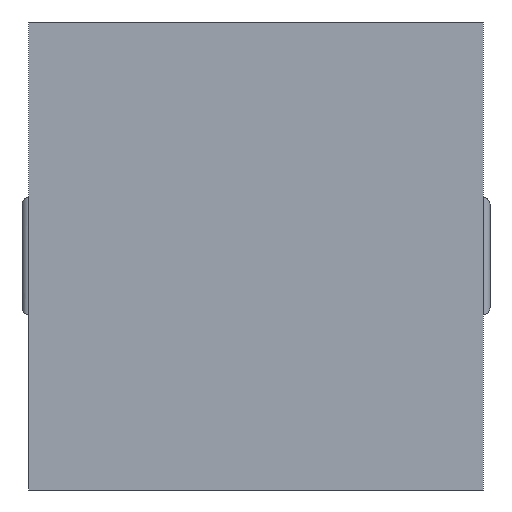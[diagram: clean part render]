
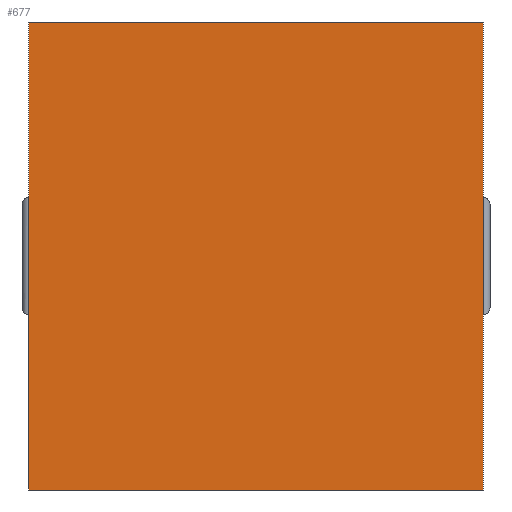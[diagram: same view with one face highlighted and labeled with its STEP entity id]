
A CAD part, front view. The second image highlights one B-rep face of the part: STEP entity #677.
In plain terms, the highlighted planar face has unit normal (0, -1, 0).
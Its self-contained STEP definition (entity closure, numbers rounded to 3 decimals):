
#75 = LINE ( 'NONE', #350, #565 ) ;
#77 = CARTESIAN_POINT ( 'NONE',  ( 0., 0., 10.4 ) ) ;
#130 = DIRECTION ( 'NONE',  ( 1., 0., 0. ) ) ;
#207 = DIRECTION ( 'NONE',  ( 1., 0., 0. ) ) ;
#350 = CARTESIAN_POINT ( 'NONE',  ( 0., 0., 0. ) ) ;
#398 = CARTESIAN_POINT ( 'NONE',  ( 0., 0., 0. ) ) ;
#427 = VECTOR ( 'NONE', #2419, 1000. ) ;
#429 = AXIS2_PLACEMENT_3D ( 'NONE', #2664, #594, #639 ) ;
#509 = VERTEX_POINT ( 'NONE', #1285 ) ;
#531 = VECTOR ( 'NONE', #207, 1000. ) ;
#565 = VECTOR ( 'NONE', #130, 1000. ) ;
#584 = VERTEX_POINT ( 'NONE', #1313 ) ;
#594 = DIRECTION ( 'NONE',  ( 0., 1., 0. ) ) ;
#639 = DIRECTION ( 'NONE',  ( 0., 0., 1. ) ) ;
#677 = ADVANCED_FACE ( 'NONE', ( #1020 ), #848, .F. ) ;
#725 = ORIENTED_EDGE ( 'NONE', *, *, #2684, .T. ) ;
#848 = PLANE ( 'NONE',  #429 ) ;
#1020 = FACE_OUTER_BOUND ( 'NONE', #1195, .T. ) ;
#1101 = EDGE_CURVE ( 'NONE', #2410, #1929, #2619, .T. ) ;
#1123 = DIRECTION ( 'NONE',  ( 0., 0., -1. ) ) ;
#1195 = EDGE_LOOP ( 'NONE', ( #725, #1204, #1821, #1815 ) ) ;
#1204 = ORIENTED_EDGE ( 'NONE', *, *, #1813, .F. ) ;
#1285 = CARTESIAN_POINT ( 'NONE',  ( 10.1, 0., 10.4 ) ) ;
#1313 = CARTESIAN_POINT ( 'NONE',  ( 10.1, 0., 0. ) ) ;
#1504 = LINE ( 'NONE', #1507, #531 ) ;
#1507 = CARTESIAN_POINT ( 'NONE',  ( 0., 0., 10.4 ) ) ;
#1632 = LINE ( 'NONE', #3179, #2729 ) ;
#1813 = EDGE_CURVE ( 'NONE', #509, #584, #1632, .T. ) ;
#1815 = ORIENTED_EDGE ( 'NONE', *, *, #1101, .T. ) ;
#1821 = ORIENTED_EDGE ( 'NONE', *, *, #2962, .F. ) ;
#1929 = VERTEX_POINT ( 'NONE', #398 ) ;
#2410 = VERTEX_POINT ( 'NONE', #3315 ) ;
#2419 = DIRECTION ( 'NONE',  ( 0., 0., -1. ) ) ;
#2619 = LINE ( 'NONE', #77, #427 ) ;
#2664 = CARTESIAN_POINT ( 'NONE',  ( 0., 0., 10.4 ) ) ;
#2684 = EDGE_CURVE ( 'NONE', #1929, #584, #75, .T. ) ;
#2729 = VECTOR ( 'NONE', #1123, 1000. ) ;
#2962 = EDGE_CURVE ( 'NONE', #2410, #509, #1504, .T. ) ;
#3179 = CARTESIAN_POINT ( 'NONE',  ( 10.1, 0., 10.4 ) ) ;
#3315 = CARTESIAN_POINT ( 'NONE',  ( 0., 0., 10.4 ) ) ;
